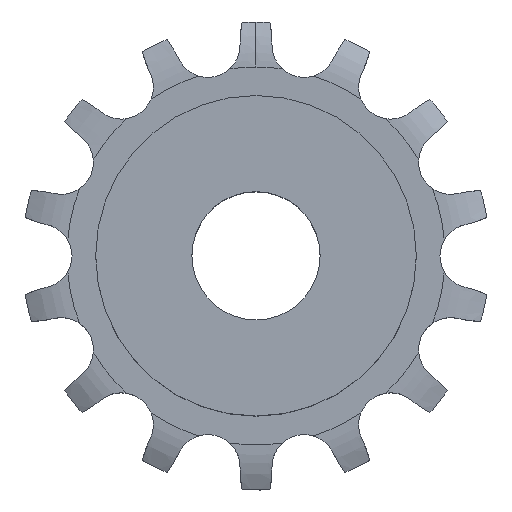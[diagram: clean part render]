
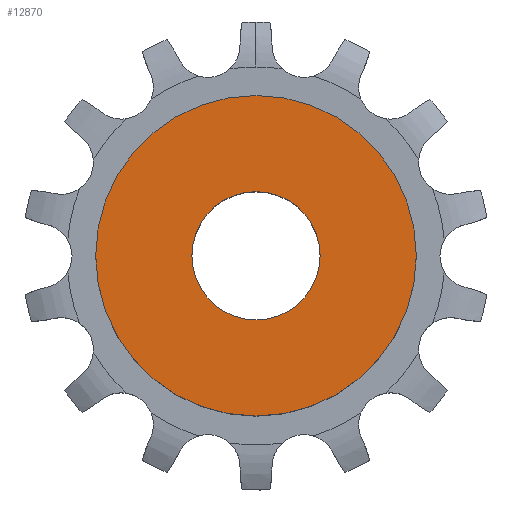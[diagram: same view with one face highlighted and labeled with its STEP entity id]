
A CAD part, top view. The second image highlights one B-rep face of the part: STEP entity #12870.
In plain terms, the highlighted planar face has unit normal (0, 0, 1).
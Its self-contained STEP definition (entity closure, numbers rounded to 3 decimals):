
#2506 = CYLINDRICAL_SURFACE('',#2507,4.);
#2507 = AXIS2_PLACEMENT_3D('',#2508,#2509,#2510);
#2508 = CARTESIAN_POINT('',(0.,0.,42.841));
#2509 = DIRECTION('',(0.,0.,1.));
#2510 = DIRECTION('',(1.,0.,-0.));
#4217 = CYLINDRICAL_SURFACE('',#4218,10.);
#4218 = AXIS2_PLACEMENT_3D('',#4219,#4220,#4221);
#4219 = CARTESIAN_POINT('',(0.,0.,0.));
#4220 = DIRECTION('',(-0.,-0.,-1.));
#4221 = DIRECTION('',(1.,0.,0.));
#10468 = EDGE_CURVE('',#10469,#10469,#10471,.T.);
#10469 = VERTEX_POINT('',#10470);
#10470 = CARTESIAN_POINT('',(4.,0.,8.7));
#10471 = SURFACE_CURVE('',#10472,(#10477,#10484),.PCURVE_S1.);
#10472 = CIRCLE('',#10473,4.);
#10473 = AXIS2_PLACEMENT_3D('',#10474,#10475,#10476);
#10474 = CARTESIAN_POINT('',(0.,0.,8.7));
#10475 = DIRECTION('',(0.,0.,1.));
#10476 = DIRECTION('',(1.,0.,-0.));
#10477 = PCURVE('',#2506,#10478);
#10478 = DEFINITIONAL_REPRESENTATION('',(#10479),#10483);
#10479 = LINE('',#10480,#10481);
#10480 = CARTESIAN_POINT('',(0.,-34.141));
#10481 = VECTOR('',#10482,1.);
#10482 = DIRECTION('',(1.,0.));
#10483 = ( GEOMETRIC_REPRESENTATION_CONTEXT(2) 
PARAMETRIC_REPRESENTATION_CONTEXT() REPRESENTATION_CONTEXT('2D SPACE',''
  ) );
#10484 = PCURVE('',#10485,#10490);
#10485 = PLANE('',#10486);
#10486 = AXIS2_PLACEMENT_3D('',#10487,#10488,#10489);
#10487 = CARTESIAN_POINT('',(0.,0.,8.7));
#10488 = DIRECTION('',(-0.,0.,1.));
#10489 = DIRECTION('',(0.,-1.,0.));
#10490 = DEFINITIONAL_REPRESENTATION('',(#10491),#10495);
#10491 = CIRCLE('',#10492,4.);
#10492 = AXIS2_PLACEMENT_2D('',#10493,#10494);
#10493 = CARTESIAN_POINT('',(0.,0.));
#10494 = DIRECTION('',(0.,1.));
#10495 = ( GEOMETRIC_REPRESENTATION_CONTEXT(2) 
PARAMETRIC_REPRESENTATION_CONTEXT() REPRESENTATION_CONTEXT('2D SPACE',''
  ) );
#12033 = VERTEX_POINT('',#12034);
#12034 = CARTESIAN_POINT('',(10.,0.,8.7));
#12055 = EDGE_CURVE('',#12033,#12033,#12056,.T.);
#12056 = SURFACE_CURVE('',#12057,(#12062,#12069),.PCURVE_S1.);
#12057 = CIRCLE('',#12058,10.);
#12058 = AXIS2_PLACEMENT_3D('',#12059,#12060,#12061);
#12059 = CARTESIAN_POINT('',(0.,0.,8.7));
#12060 = DIRECTION('',(0.,0.,1.));
#12061 = DIRECTION('',(1.,0.,0.));
#12062 = PCURVE('',#4217,#12063);
#12063 = DEFINITIONAL_REPRESENTATION('',(#12064),#12068);
#12064 = LINE('',#12065,#12066);
#12065 = CARTESIAN_POINT('',(-0.,-8.7));
#12066 = VECTOR('',#12067,1.);
#12067 = DIRECTION('',(-1.,0.));
#12068 = ( GEOMETRIC_REPRESENTATION_CONTEXT(2) 
PARAMETRIC_REPRESENTATION_CONTEXT() REPRESENTATION_CONTEXT('2D SPACE',''
  ) );
#12069 = PCURVE('',#10485,#12070);
#12070 = DEFINITIONAL_REPRESENTATION('',(#12071),#12075);
#12071 = CIRCLE('',#12072,10.);
#12072 = AXIS2_PLACEMENT_2D('',#12073,#12074);
#12073 = CARTESIAN_POINT('',(0.,0.));
#12074 = DIRECTION('',(0.,1.));
#12075 = ( GEOMETRIC_REPRESENTATION_CONTEXT(2) 
PARAMETRIC_REPRESENTATION_CONTEXT() REPRESENTATION_CONTEXT('2D SPACE',''
  ) );
#12870 = ADVANCED_FACE('',(#12871,#12874),#10485,.T.);
#12871 = FACE_BOUND('',#12872,.T.);
#12872 = EDGE_LOOP('',(#12873));
#12873 = ORIENTED_EDGE('',*,*,#12055,.T.);
#12874 = FACE_BOUND('',#12875,.T.);
#12875 = EDGE_LOOP('',(#12876));
#12876 = ORIENTED_EDGE('',*,*,#10468,.F.);
